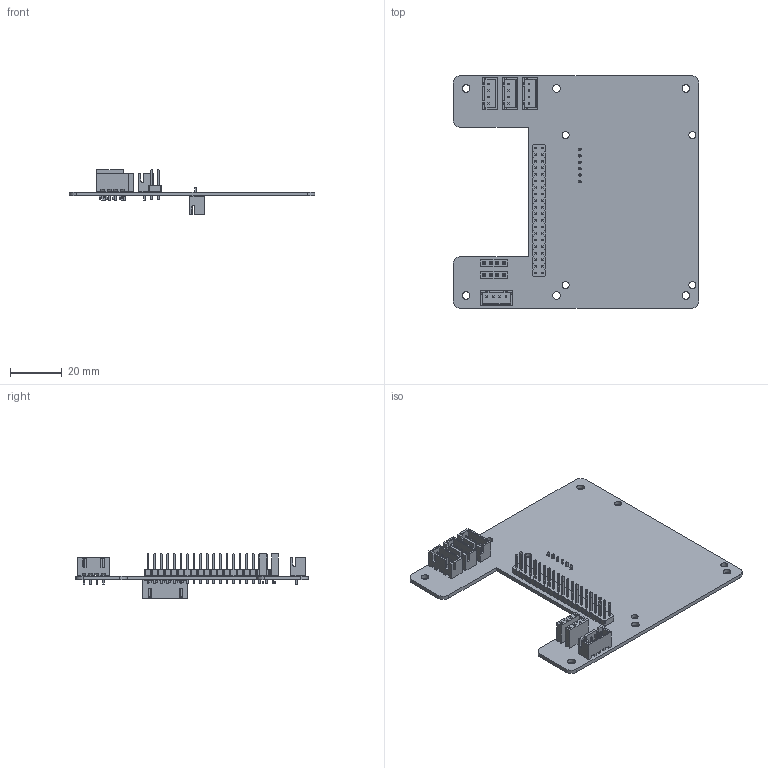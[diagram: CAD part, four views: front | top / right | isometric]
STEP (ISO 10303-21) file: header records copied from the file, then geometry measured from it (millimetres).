
FILE_DESCRIPTION(('KiCad electronic assembly'),'2;1');
FILE_NAME('Retriever1_mother.step','2025-09-06T16:30:16',('Pcbnew'),( 'Kicad'),'Open CASCADE STEP processor 7.8','KiCad to STEP converter' ,'Unknown');
FILE_SCHEMA(('AUTOMOTIVE_DESIGN { 1 0 10303 214 1 1 1 1 }'));
Length unit declared in the file: millimetre
Products named in the file (6): Retriever1_mother 1; PinSocket_1x04_P2.54mm_Vertical; PinHeader_2x20_P2.54mm_Vertical; JST_XH_B4B-XH-A_1x04_P2.50mm_Vertical; JST_XH_B6B-XH-A_1x06_P2.50mm_Vertical; Retriever1_mother_PCB
Assembly tree (9 placements, depth 2):
  Retriever1_mother 1
    PinSocket_1x04_P2.54mm_Vertical  x2
    PinHeader_2x20_P2.54mm_Vertical
    JST_XH_B4B-XH-A_1x04_P2.50mm_Vertical  x4
    JST_XH_B6B-XH-A_1x06_P2.50mm_Vertical
    Retriever1_mother_PCB
Bounding box: 95 x 90 x 17.22 mm (x, y, z)
Volume: 13061.9 mm3; surface area: 20891.5 mm2
Topology: 9 solids, 9 shells, 1921 faces, 4791 edges, 3028 vertices
Faces by surface type: plane 1815, cylinder 106
Full cylindrical faces by diameter (mm): 0.95 x22, 1 x48, 2.7 x4, 3 x6
Entity records: 49509 total; most frequent: CARTESIAN_POINT 6916, ORIENTED_EDGE 6788, DIRECTION 6370, EDGE_CURVE 3394, LINE 3206, VECTOR 3206, VERTEX_POINT 2128, FACE_BOUND 1652
